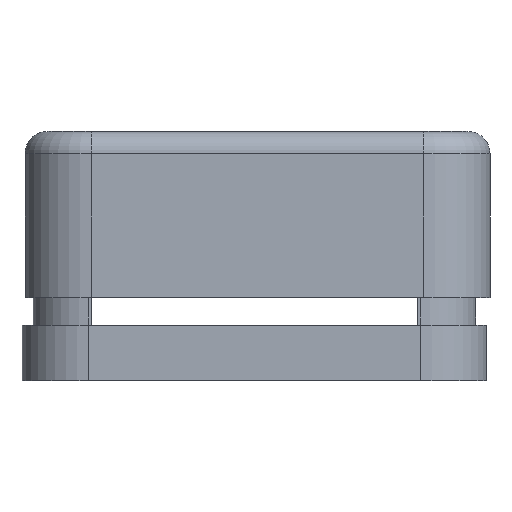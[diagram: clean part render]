
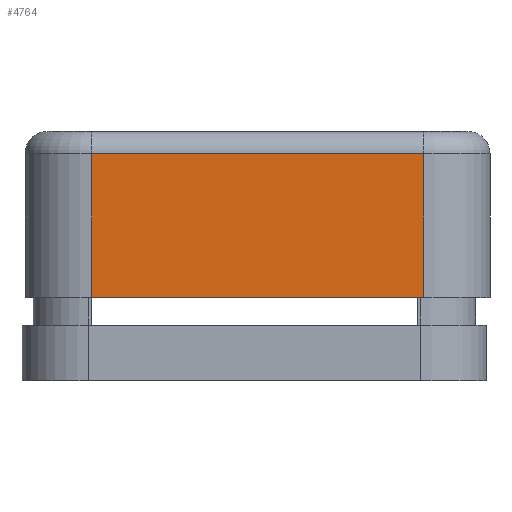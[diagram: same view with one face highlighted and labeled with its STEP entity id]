
A CAD part, left-side view. The second image highlights one B-rep face of the part: STEP entity #4764.
In plain terms, the highlighted planar face has unit normal (-1, 0, 0).
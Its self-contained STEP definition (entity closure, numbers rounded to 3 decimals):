
#235=LINE('',#11880,#491);
#243=LINE('',#11898,#499);
#273=LINE('',#12016,#529);
#274=LINE('',#12018,#530);
#491=VECTOR('',#6472,10.);
#499=VECTOR('',#6490,10.);
#529=VECTOR('',#6630,10.);
#530=VECTOR('',#6633,10.);
#747=PLANE('',#5318);
#1021=FACE_OUTER_BOUND('',#1340,.T.);
#1340=EDGE_LOOP('',(#4340,#4341,#4342,#4343));
#2208=VERTEX_POINT('',#11836);
#2221=VERTEX_POINT('',#11874);
#2227=VERTEX_POINT('',#11897);
#2260=VERTEX_POINT('',#12014);
#2896=EDGE_CURVE('',#2221,#2208,#235,.T.);
#2905=EDGE_CURVE('',#2208,#2227,#243,.T.);
#2962=EDGE_CURVE('',#2221,#2260,#273,.T.);
#2963=EDGE_CURVE('',#2227,#2260,#274,.T.);
#4340=ORIENTED_EDGE('',*,*,#2896,.F.);
#4341=ORIENTED_EDGE('',*,*,#2962,.T.);
#4342=ORIENTED_EDGE('',*,*,#2963,.F.);
#4343=ORIENTED_EDGE('',*,*,#2905,.F.);
#4764=ADVANCED_FACE('',(#1021),#747,.T.);
#5318=AXIS2_PLACEMENT_3D('',#12017,#6631,#6632);
#6472=DIRECTION('',(0.,-1.,0.));
#6490=DIRECTION('',(0.,0.,-1.));
#6630=DIRECTION('',(0.,0.,-1.));
#6631=DIRECTION('center_axis',(-1.,0.,0.));
#6632=DIRECTION('ref_axis',(0.,1.,0.));
#6633=DIRECTION('',(0.,1.,0.));
#11836=CARTESIAN_POINT('',(-96.75,28.5,41.));
#11874=CARTESIAN_POINT('',(-96.75,88.5,41.));
#11880=CARTESIAN_POINT('',(-96.75,43.5,41.));
#11897=CARTESIAN_POINT('',(-96.75,28.5,15.));
#11898=CARTESIAN_POINT('',(-96.75,28.5,45.));
#12014=CARTESIAN_POINT('',(-96.75,88.5,15.));
#12016=CARTESIAN_POINT('',(-96.75,88.5,45.));
#12017=CARTESIAN_POINT('Origin',(-96.75,28.5,45.));
#12018=CARTESIAN_POINT('',(-96.75,28.5,15.));
